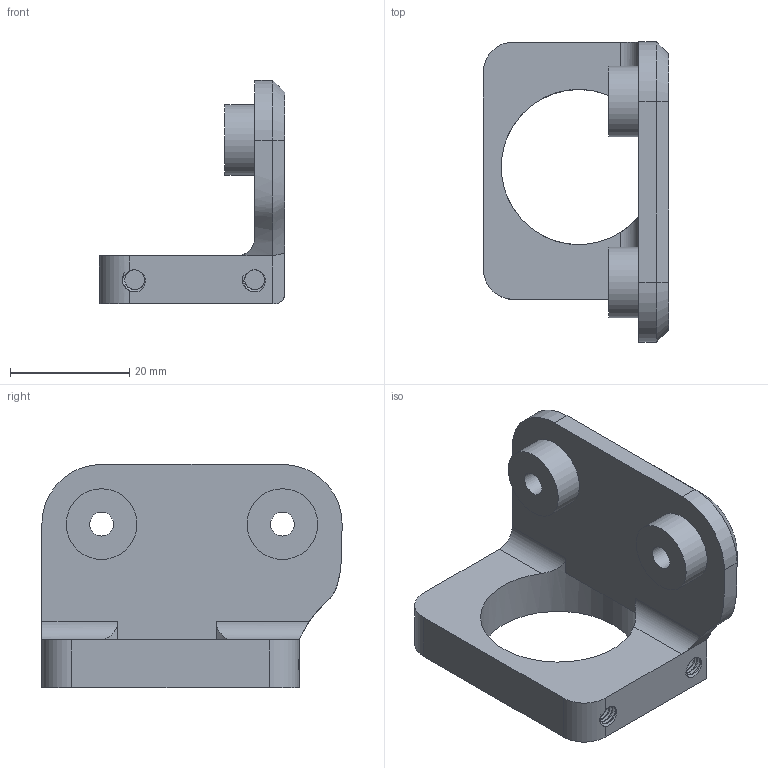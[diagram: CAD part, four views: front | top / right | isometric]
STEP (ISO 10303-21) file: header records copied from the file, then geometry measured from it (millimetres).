
FILE_DESCRIPTION(/* description */ (''),/* implementation_level */ '2;1');
FILE_NAME(/* name */ 'X-Axis Ball Bearing Mount.step',/* time_stamp */ '2022-05-21T14:35:07-07:00',/* author */ (''),/* organization */ (''),/* preprocessor_version */ 'ST-DEVELOPER v18.1',/* originating_system */ 'Autodesk Translation Framework v10.14.0.1471',/* authorisation */ '');
FILE_SCHEMA (('AUTOMOTIVE_DESIGN { 1 0 10303 214 3 1 1 }'));
Length unit declared in the file: millimetre
Products named in the file (1): X-Axis Ball Bearing Mount
Bounding box: 31 x 50.3 x 37.39 mm (x, y, z)
Volume: 13618.5 mm3; surface area: 7208.8 mm2
Topology: 1 solids, 1 shells, 73 faces, 195 edges, 128 vertices
Faces by surface type: cylinder 46, plane 18, bspline 7, cone 2
Full cylindrical faces by diameter (mm): 3.332 x6, 4 x2, 4.109 x3, 7 x2, 11.85 x2, 26 x1
Entity records: 4714 total; most frequent: CARTESIAN_POINT 3001, ORIENTED_EDGE 390, DIRECTION 281, EDGE_CURVE 195, VERTEX_POINT 128, AXIS2_PLACEMENT_3D 104, B_SPLINE_CURVE_WITH_KNOTS 84, EDGE_LOOP 83
